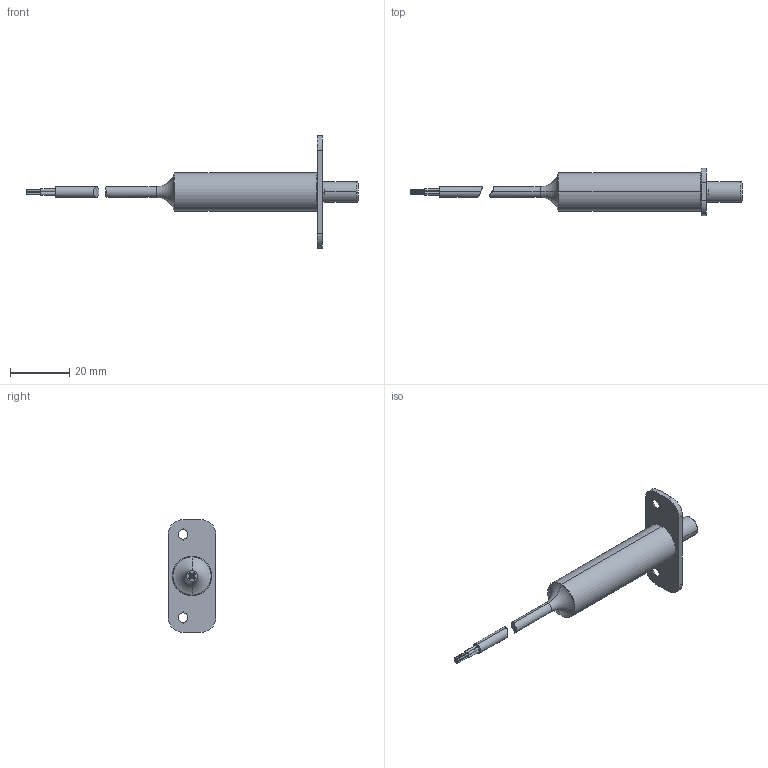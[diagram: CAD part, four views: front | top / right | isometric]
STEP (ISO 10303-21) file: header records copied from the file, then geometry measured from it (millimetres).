
FILE_DESCRIPTION (( 'STEP AP203' ), '1' );
FILE_NAME ('Easylock_SP8360.STEP', '2018-09-07T12:04:12', ( '' ), ( '' ), 'SwSTEP 2.0', 'SolidWorks 2015', '' );
FILE_SCHEMA (( 'CONFIG_CONTROL_DESIGN' ));
Length unit declared in the file: millimetre
Products named in the file (1): Easylock_SP8360
Bounding box: 111.8 x 16 x 38 mm (x, y, z)
Surface area: 4486.5 mm2 (no closed solid volume)
Topology: 0 solids, 5 shells, 76 faces, 189 edges, 130 vertices
Faces by surface type: cylinder 39, plane 25, torus 6, cone 4, bspline 2
Entity records: 2684 total; most frequent: CARTESIAN_POINT 750, DIRECTION 417, ORIENTED_EDGE 346, EDGE_CURVE 189, AXIS2_PLACEMENT_3D 171, VERTEX_POINT 130, CIRCLE 96, EDGE_LOOP 92
